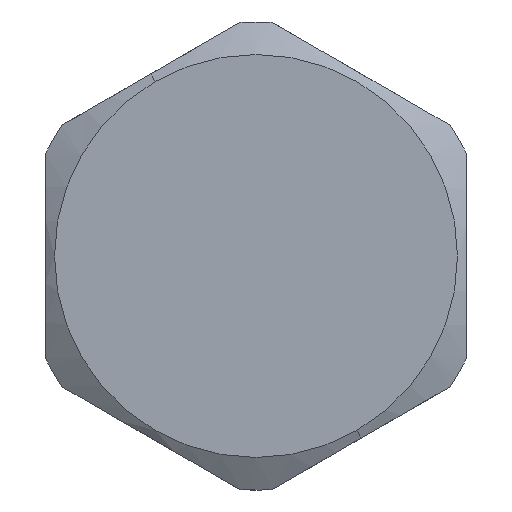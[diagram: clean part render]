
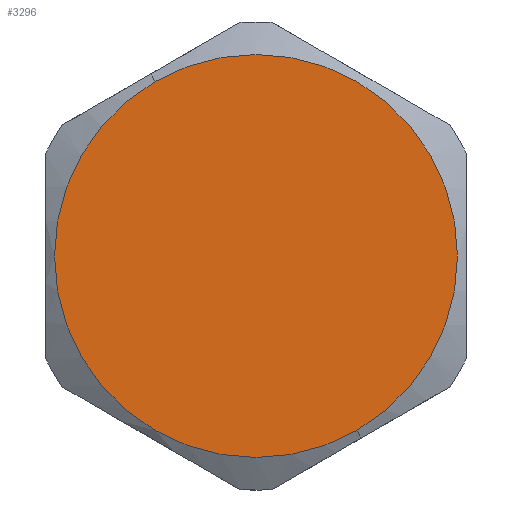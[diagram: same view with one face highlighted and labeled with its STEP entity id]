
A CAD part, left-side view. The second image highlights one B-rep face of the part: STEP entity #3296.
In plain terms, the highlighted planar face has unit normal (-1, 0, 0).
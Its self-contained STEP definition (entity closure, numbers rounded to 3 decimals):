
#543 = ORIENTED_EDGE ( 'NONE', *, *, #2011, .T. ) ;
#545 = ORIENTED_EDGE ( 'NONE', *, *, #1293, .T. ) ;
#964 = CARTESIAN_POINT ( 'NONE',  ( -2.43, 0., 0. ) ) ;
#968 = DIRECTION ( 'NONE',  ( 0., -0.5, -0.866 ) ) ;
#970 = DIRECTION ( 'NONE',  ( -1., 0., 0. ) ) ;
#1103 = AXIS2_PLACEMENT_3D ( 'NONE', #4748, #4745, #4731 ) ;
#1293 = EDGE_CURVE ( 'NONE', #3679, #6580, #3690, .T. ) ;
#1542 = AXIS2_PLACEMENT_3D ( 'NONE', #964, #970, #968 ) ;
#1797 = AXIS2_PLACEMENT_3D ( 'NONE', #2554, #2549, #2548 ) ;
#2011 = EDGE_CURVE ( 'NONE', #6580, #3679, #7402, .T. ) ;
#2245 = CARTESIAN_POINT ( 'NONE',  ( -2.43, -6.845, -11.856 ) ) ;
#2464 = CARTESIAN_POINT ( 'NONE',  ( -2.43, 6.845, 11.856 ) ) ;
#2548 = DIRECTION ( 'NONE',  ( 0., -0.5, -0.866 ) ) ;
#2549 = DIRECTION ( 'NONE',  ( -1., 0., 0. ) ) ;
#2552 = PLANE ( 'NONE',  #1797 ) ;
#2554 = CARTESIAN_POINT ( 'NONE',  ( -2.43, 0., 0. ) ) ;
#3296 = ADVANCED_FACE ( 'NONE', ( #6970 ), #2552, .T. ) ;
#3679 = VERTEX_POINT ( 'NONE', #2464 ) ;
#3690 = CIRCLE ( 'NONE', #1542, 13.69 ) ;
#4731 = DIRECTION ( 'NONE',  ( 0., -0.5, -0.866 ) ) ;
#4745 = DIRECTION ( 'NONE',  ( -1., 0., 0. ) ) ;
#4748 = CARTESIAN_POINT ( 'NONE',  ( -2.43, 0., 0. ) ) ;
#6580 = VERTEX_POINT ( 'NONE', #2245 ) ;
#6776 = EDGE_LOOP ( 'NONE', ( #545, #543 ) ) ;
#6970 = FACE_OUTER_BOUND ( 'NONE', #6776, .T. ) ;
#7402 = CIRCLE ( 'NONE', #1103, 13.69 ) ;
